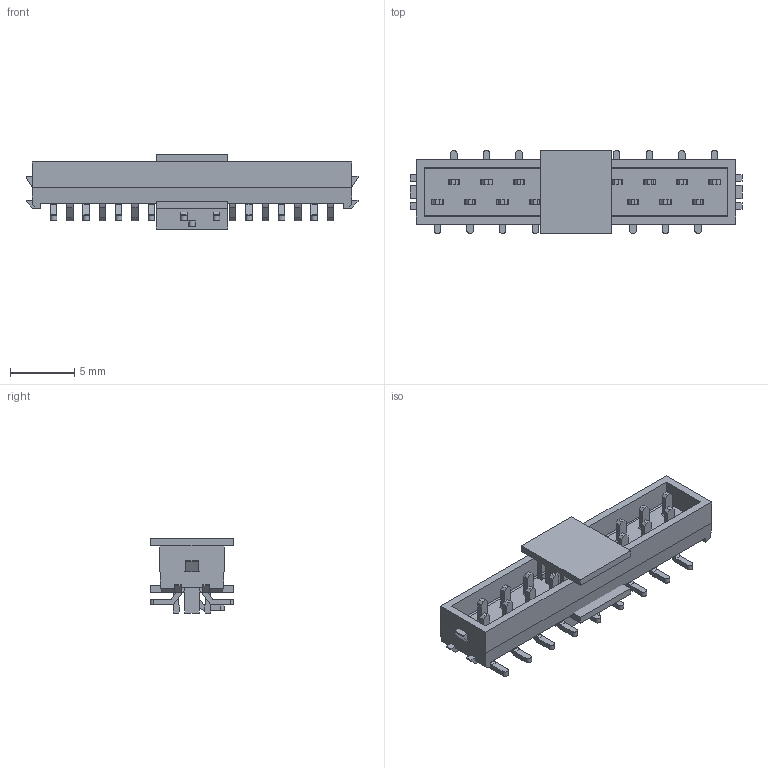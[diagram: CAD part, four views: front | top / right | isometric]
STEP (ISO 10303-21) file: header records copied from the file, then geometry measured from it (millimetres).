
FILE_DESCRIPTION( ( 'Unknown' ), '1' );
FILE_NAME( '690357281876.stp', 'Unknown', ( 'Unknown' ), ( 'Unknown' ), 'XStep 1.0', 'Unknown', ' ' );
FILE_SCHEMA( ( 'automotive_design' ) );
Length unit declared in the file: millimetre
Products named in the file (4): Assem1; Gehäuse; Pin; Pick Pad
Bounding box: 25.89 x 6.5 x 5.78 mm (x, y, z)
Volume: 539 mm3; surface area: 1833.3 mm2
Topology: 23 solids, 23 shells, 1130 faces, 3158 edges, 2080 vertices
Faces by surface type: plane 917, cylinder 213
Entity records: 11595 total; most frequent: CARTESIAN_POINT 1726, ORIENTED_EDGE 1696, DIRECTION 1502, EDGE_CURVE 848, LINE 822, VECTOR 822, VERTEX_POINT 564, AXIS2_PLACEMENT_3D 340
